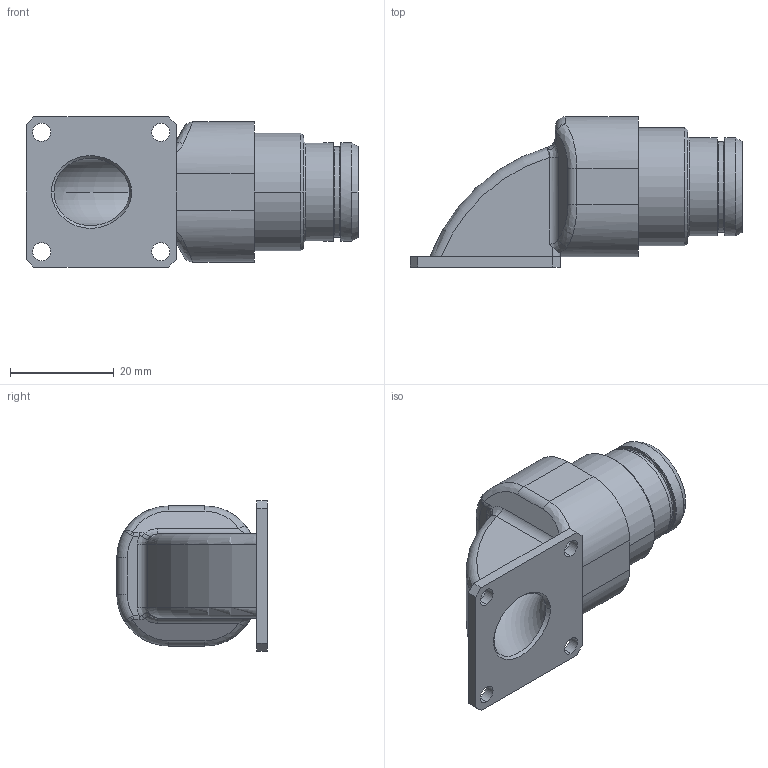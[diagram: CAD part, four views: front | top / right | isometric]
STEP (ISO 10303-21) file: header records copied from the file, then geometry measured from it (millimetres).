
FILE_DESCRIPTION((''),'2;1');
FILE_NAME('1331EC303MZ','2024-08-12T11:36:57',('paultorloting'),('NET AG system integration'),'CREO PARAMETRIC BY PTC INC, 2021404','CREO PARAMETRIC BY PTC INC, 2021404','');
FILE_SCHEMA(('AUTOMOTIVE_DESIGN { 1 0 10303 214 1 1 1 1 }'));
Length unit declared in the file: millimetre
Products named in the file (1): 1331EC303MZ
Bounding box: 64 x 29 x 29 mm (x, y, z)
Volume: 17268.1 mm3; surface area: 11366.5 mm2
Topology: 1 solids, 1 shells, 308 faces, 776 edges, 495 vertices
Faces by surface type: plane 145, cylinder 99, bspline 28, cone 26, torus 10
Entity records: 13804 total; most frequent: CARTESIAN_POINT 3969, ORIENTED_EDGE 1552, DIRECTION 1498, EDGE_CURVE 776, AXIS2_PLACEMENT_3D 543, VERTEX_POINT 496, VECTOR 409, LINE 409
